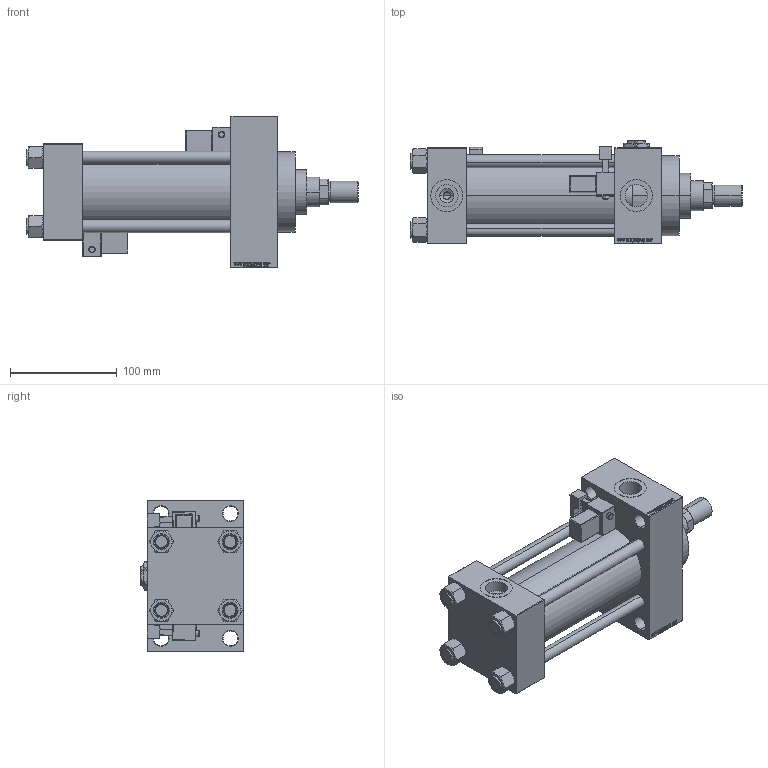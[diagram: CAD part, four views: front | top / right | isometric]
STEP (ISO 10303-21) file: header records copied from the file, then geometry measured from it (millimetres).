
FILE_DESCRIPTION (( 'STEP AP203' ), '1' );
FILE_NAME ('b6e2.STEP', '2024-06-06T07:28:40', ( '' ), ( '' ), 'SwSTEP 2.0', 'SolidWorks 2019', '' );
FILE_SCHEMA (( 'CONFIG_CONTROL_DESIGN' ));
Length unit declared in the file: millimetre
Products named in the file (9): V215CR_MSU 8484ba0f870963facef66d6ff4c2b164; Zatka_pro_OIL_PORT 8484ba0f870963facef66d6ff4c2b164; V215CR_D_Body 8484ba0f870963facef66d6ff4c2b164; V215_VC_A 8484ba0f870963facef66d6ff4c2b164; ROD_END_AH 8484ba0f870963facef66d6ff4c2b164; V215CR_D_TYCINKA 8484ba0f870963facef66d6ff4c2b164; NUT_M5_D 8484ba0f870963facef66d6ff4c2b164; b6e2; V215CR_VCP_D 8484ba0f870963facef66d6ff4c2b164
Assembly tree (15 placements, depth 2):
  b6e2
    V215CR_D_Body 8484ba0f870963facef66d6ff4c2b164
    V215CR_VCP_D 8484ba0f870963facef66d6ff4c2b164
    NUT_M5_D 8484ba0f870963facef66d6ff4c2b164  x4
    V215CR_D_TYCINKA 8484ba0f870963facef66d6ff4c2b164  x4
    V215_VC_A 8484ba0f870963facef66d6ff4c2b164
    ROD_END_AH 8484ba0f870963facef66d6ff4c2b164
    V215CR_MSU 8484ba0f870963facef66d6ff4c2b164  x2
    Zatka_pro_OIL_PORT 8484ba0f870963facef66d6ff4c2b164
Bounding box: 311 x 97 x 142 mm (x, y, z)
Volume: 1278159.4 mm3; surface area: 269148.4 mm2
Topology: 15 solids, 15 shells, 1319 faces, 3249 edges, 2059 vertices
Faces by surface type: plane 583, bspline 368, cone 166, cylinder 156, sphere 24, torus 22
Entity records: 51615 total; most frequent: CARTESIAN_POINT 26064, ORIENTED_EDGE 5608, DIRECTION 3856, EDGE_CURVE 2804, VERTEX_POINT 1819, LINE 1650, VECTOR 1650, EDGE_LOOP 1263
